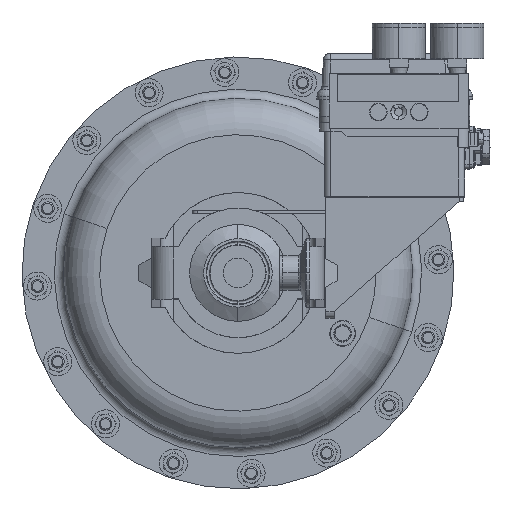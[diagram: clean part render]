
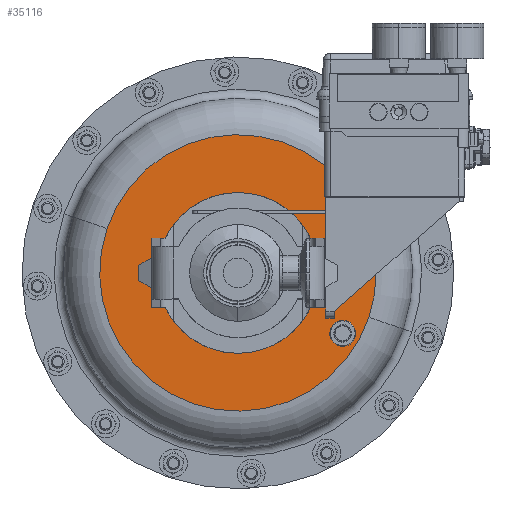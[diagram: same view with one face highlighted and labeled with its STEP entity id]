
A CAD part, front view. The second image highlights one B-rep face of the part: STEP entity #35116.
In plain terms, the highlighted planar face has unit normal (0, -1, 0).
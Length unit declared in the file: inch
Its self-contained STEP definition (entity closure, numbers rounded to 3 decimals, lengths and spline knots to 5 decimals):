
#114 = AXIS2_PLACEMENT_3D ( 'NONE', #48690, #1148, #49391 ) ;
#752 = ORIENTED_EDGE ( 'NONE', *, *, #11831, .T. ) ;
#913 = DIRECTION ( 'NONE',  ( 0., -1., 0. ) ) ;
#1148 = DIRECTION ( 'NONE',  ( 0., -1., 0. ) ) ;
#2436 = CARTESIAN_POINT ( 'NONE',  ( 0., 7.295, 0.61305 ) ) ;
#2572 = DIRECTION ( 'NONE',  ( 0.947, 0., -0.321 ) ) ;
#2599 = CIRCLE ( 'NONE', #21076, 2.325 ) ;
#5290 = CARTESIAN_POINT ( 'NONE',  ( 3.03109, 7.295, -1.13695 ) ) ;
#5374 = ORIENTED_EDGE ( 'NONE', *, *, #40066, .T. ) ;
#6840 = VERTEX_POINT ( 'NONE', #44840 ) ;
#7866 = EDGE_CURVE ( 'NONE', #32016, #6840, #37934, .T. ) ;
#8604 = EDGE_LOOP ( 'NONE', ( #43256, #28620 ) ) ;
#9733 = VERTEX_POINT ( 'NONE', #43126 ) ;
#10047 = CARTESIAN_POINT ( 'NONE',  ( 3.78772, 7.295, -0.67271 ) ) ;
#11831 = EDGE_CURVE ( 'NONE', #37234, #41328, #47199, .T. ) ;
#13146 = CARTESIAN_POINT ( 'NONE',  ( 3.03109, 7.295, -1.13695 ) ) ;
#13542 = CARTESIAN_POINT ( 'NONE',  ( 2.93778, 7.295, -0.77374 ) ) ;
#13876 = DIRECTION ( 'NONE',  ( 0., -1., 0. ) ) ;
#15136 = AXIS2_PLACEMENT_3D ( 'NONE', #2436, #13876, #38174 ) ;
#19779 = EDGE_CURVE ( 'NONE', #6840, #32016, #30422, .T. ) ;
#20301 = ORIENTED_EDGE ( 'NONE', *, *, #41774, .F. ) ;
#20608 = DIRECTION ( 'NONE',  ( 0., 1., 0. ) ) ;
#20954 = DIRECTION ( 'NONE',  ( 0., 1., 0. ) ) ;
#21076 = AXIS2_PLACEMENT_3D ( 'NONE', #36314, #913, #28525 ) ;
#21658 = DIRECTION ( 'NONE',  ( 0.249, 0., -0.969 ) ) ;
#21674 = CARTESIAN_POINT ( 'NONE',  ( 0., 7.295, 0.61305 ) ) ;
#23080 = CIRCLE ( 'NONE', #15136, 2.325 ) ;
#24602 = DIRECTION ( 'NONE',  ( 0.249, 0., -0.969 ) ) ;
#27102 = FACE_OUTER_BOUND ( 'NONE', #8604, .T. ) ;
#27609 = CARTESIAN_POINT ( 'NONE',  ( 0., 7.295, -1.71195 ) ) ;
#28525 = DIRECTION ( 'NONE',  ( 0., 0., -1. ) ) ;
#28620 = ORIENTED_EDGE ( 'NONE', *, *, #19779, .F. ) ;
#28992 = FACE_BOUND ( 'NONE', #43166, .T. ) ;
#29386 = CIRCLE ( 'NONE', #38653, 0.375 ) ;
#30422 = CIRCLE ( 'NONE', #43319, 4. ) ;
#32016 = VERTEX_POINT ( 'NONE', #10047 ) ;
#33385 = PLANE ( 'NONE',  #114 ) ;
#33434 = AXIS2_PLACEMENT_3D ( 'NONE', #50483, #49802, #2572 ) ;
#33473 = EDGE_LOOP ( 'NONE', ( #752, #5374 ) ) ;
#35116 = ADVANCED_FACE ( 'NONE', ( #28992, #27102, #48214 ), #33385, .T. ) ;
#36314 = CARTESIAN_POINT ( 'NONE',  ( 0., 7.295, 0.61305 ) ) ;
#37234 = VERTEX_POINT ( 'NONE', #38622 ) ;
#37934 = CIRCLE ( 'NONE', #33434, 4. ) ;
#38174 = DIRECTION ( 'NONE',  ( 0., 0., -1. ) ) ;
#38622 = CARTESIAN_POINT ( 'NONE',  ( 3.1244, 7.295, -1.50015 ) ) ;
#38653 = AXIS2_PLACEMENT_3D ( 'NONE', #13146, #20954, #21658 ) ;
#39486 = DIRECTION ( 'NONE',  ( 0.947, 0., -0.321 ) ) ;
#39495 = AXIS2_PLACEMENT_3D ( 'NONE', #5290, #20608, #24602 ) ;
#39869 = VERTEX_POINT ( 'NONE', #27609 ) ;
#40066 = EDGE_CURVE ( 'NONE', #41328, #37234, #29386, .T. ) ;
#41328 = VERTEX_POINT ( 'NONE', #13542 ) ;
#41774 = EDGE_CURVE ( 'NONE', #9733, #39869, #2599, .T. ) ;
#41990 = EDGE_CURVE ( 'NONE', #39869, #9733, #23080, .T. ) ;
#43126 = CARTESIAN_POINT ( 'NONE',  ( 0., 7.295, 2.93805 ) ) ;
#43166 = EDGE_LOOP ( 'NONE', ( #50821, #20301 ) ) ;
#43256 = ORIENTED_EDGE ( 'NONE', *, *, #7866, .F. ) ;
#43319 = AXIS2_PLACEMENT_3D ( 'NONE', #21674, #50141, #39486 ) ;
#44840 = CARTESIAN_POINT ( 'NONE',  ( -3.78772, 7.295, 1.89881 ) ) ;
#47199 = CIRCLE ( 'NONE', #39495, 0.375 ) ;
#48214 = FACE_BOUND ( 'NONE', #33473, .T. ) ;
#48690 = CARTESIAN_POINT ( 'NONE',  ( -1.28576, 7.295, -3.17467 ) ) ;
#49391 = DIRECTION ( 'NONE',  ( -0.947, 0., 0.321 ) ) ;
#49802 = DIRECTION ( 'NONE',  ( 0., 1., 0. ) ) ;
#50141 = DIRECTION ( 'NONE',  ( 0., 1., 0. ) ) ;
#50483 = CARTESIAN_POINT ( 'NONE',  ( 0., 7.295, 0.61305 ) ) ;
#50821 = ORIENTED_EDGE ( 'NONE', *, *, #41990, .F. ) ;
